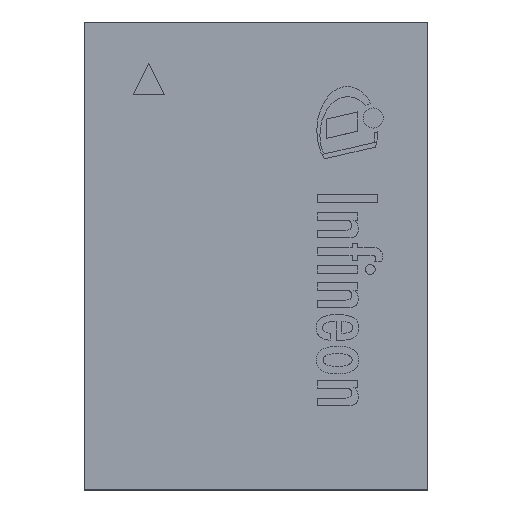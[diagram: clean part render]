
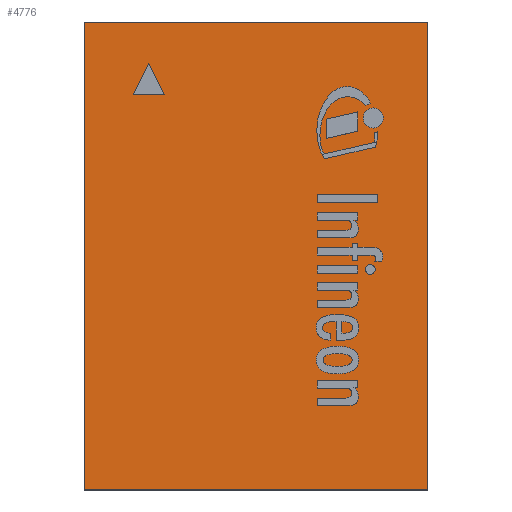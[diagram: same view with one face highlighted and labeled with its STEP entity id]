
A CAD part, top view. The second image highlights one B-rep face of the part: STEP entity #4776.
In plain terms, the highlighted planar face has unit normal (0, 0, 1).
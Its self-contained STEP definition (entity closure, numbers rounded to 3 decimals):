
#47=FACE_BOUND('',#685,.T.);
#400=FACE_OUTER_BOUND('',#684,.T.);
#684=EDGE_LOOP('',(#4137,#4138,#4139,#4140));
#685=EDGE_LOOP('',(#4141,#4142,#4143));
#1056=LINE('',#7956,#1509);
#1060=LINE('',#7963,#1513);
#1062=LINE('',#7966,#1515);
#1066=LINE('',#7976,#1519);
#1067=LINE('',#7979,#1520);
#1071=LINE('',#7987,#1524);
#1073=LINE('',#7990,#1526);
#1509=VECTOR('',#6556,1.);
#1513=VECTOR('',#6562,1.);
#1515=VECTOR('',#6566,1.);
#1519=VECTOR('',#6574,1.);
#1520=VECTOR('',#6577,1.);
#1524=VECTOR('',#6583,1.);
#1526=VECTOR('',#6587,1.);
#2249=VERTEX_POINT('',#7953);
#2250=VERTEX_POINT('',#7955);
#2252=VERTEX_POINT('',#7961);
#2253=VERTEX_POINT('',#7969);
#2256=VERTEX_POINT('',#7974);
#2257=VERTEX_POINT('',#7978);
#2260=VERTEX_POINT('',#7985);
#2884=EDGE_CURVE('',#2250,#2249,#1056,.T.);
#2888=EDGE_CURVE('',#2249,#2252,#1060,.T.);
#2890=EDGE_CURVE('',#2252,#2250,#1062,.T.);
#2894=EDGE_CURVE('',#2253,#2256,#1066,.T.);
#2895=EDGE_CURVE('',#2256,#2257,#1067,.T.);
#2899=EDGE_CURVE('',#2257,#2260,#1071,.T.);
#2901=EDGE_CURVE('',#2260,#2253,#1073,.T.);
#4137=ORIENTED_EDGE('',*,*,#2901,.T.);
#4138=ORIENTED_EDGE('',*,*,#2894,.T.);
#4139=ORIENTED_EDGE('',*,*,#2895,.T.);
#4140=ORIENTED_EDGE('',*,*,#2899,.T.);
#4141=ORIENTED_EDGE('',*,*,#2884,.T.);
#4142=ORIENTED_EDGE('',*,*,#2888,.T.);
#4143=ORIENTED_EDGE('',*,*,#2890,.T.);
#4498=PLANE('',#5311);
#4776=ADVANCED_FACE('',(#400,#47),#4498,.T.);
#5311=AXIS2_PLACEMENT_3D('',#7993,#6591,#6592);
#6556=DIRECTION('',(0.447,-0.894,0.));
#6562=DIRECTION('',(-1.,0.,0.));
#6566=DIRECTION('',(0.447,0.894,0.));
#6574=DIRECTION('',(0.,-1.,0.));
#6577=DIRECTION('',(1.,0.,0.));
#6583=DIRECTION('',(0.,1.,0.));
#6587=DIRECTION('',(-1.,0.,0.));
#6591=DIRECTION('center_axis',(0.,0.,
1.));
#6592=DIRECTION('ref_axis',(1.,0.,0.));
#7953=CARTESIAN_POINT('',(-0.294,0.518,0.4));
#7955=CARTESIAN_POINT('',(-0.344,0.618,0.4));
#7956=CARTESIAN_POINT('',(-0.161,0.252,0.4));
#7961=CARTESIAN_POINT('',(-0.394,0.518,0.4));
#7963=CARTESIAN_POINT('',(-0.197,0.518,0.4));
#7966=CARTESIAN_POINT('',(-0.433,0.439,0.4));
#7969=CARTESIAN_POINT('',(-0.55,0.75,0.4));
#7974=CARTESIAN_POINT('',(-0.55,-0.75,0.4));
#7976=CARTESIAN_POINT('',(-0.55,0.,0.4));
#7978=CARTESIAN_POINT('',(0.55,-0.75,0.4));
#7979=CARTESIAN_POINT('',(0.,-0.75,0.4));
#7985=CARTESIAN_POINT('',(0.55,0.75,0.4));
#7987=CARTESIAN_POINT('',(0.55,0.,0.4));
#7990=CARTESIAN_POINT('',(0.,0.75,0.4));
#7993=CARTESIAN_POINT('Origin',(0.,0.,
0.4));
